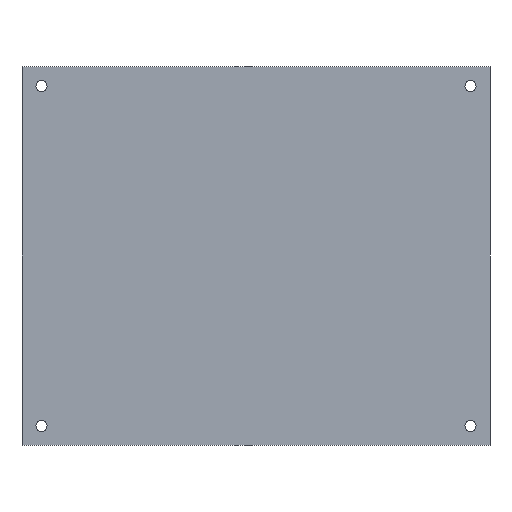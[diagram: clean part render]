
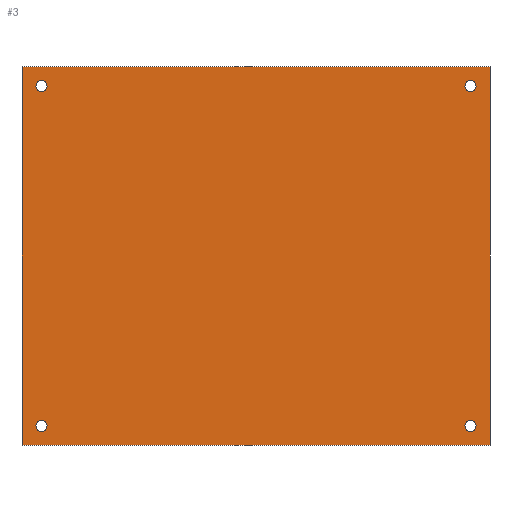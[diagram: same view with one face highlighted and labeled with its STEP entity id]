
A CAD part, front view. The second image highlights one B-rep face of the part: STEP entity #3.
In plain terms, the highlighted planar face has unit normal (0, -1, 0).
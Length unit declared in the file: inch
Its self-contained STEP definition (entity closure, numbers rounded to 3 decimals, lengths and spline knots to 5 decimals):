
#1 = ORIENTED_EDGE ( 'NONE', *, *, #23, .T. ) ;
#3 = ADVANCED_FACE ( 'NONE', ( #585, #453, #52, #624, #656 ), #413, .T. ) ;
#11 = AXIS2_PLACEMENT_3D ( 'NONE', #235, #674, #301 ) ;
#14 = EDGE_CURVE ( 'NONE', #264, #21, #415, .T. ) ;
#15 = EDGE_LOOP ( 'NONE', ( #365, #350 ) ) ;
#21 = VERTEX_POINT ( 'NONE', #602 ) ;
#22 = CIRCLE ( 'NONE', #434, 0.25 ) ;
#23 = EDGE_CURVE ( 'NONE', #100, #524, #588, .T. ) ;
#25 = DIRECTION ( 'NONE',  ( 0., 0., 1. ) ) ;
#52 = FACE_BOUND ( 'NONE', #86, .T. ) ;
#53 = AXIS2_PLACEMENT_3D ( 'NONE', #84, #498, #139 ) ;
#61 = EDGE_CURVE ( 'NONE', #332, #710, #296, .T. ) ;
#73 = CARTESIAN_POINT ( 'NONE',  ( -9.625, -0.065, 7.625 ) ) ;
#84 = CARTESIAN_POINT ( 'NONE',  ( 9.625, -0.065, 7.625 ) ) ;
#86 = EDGE_LOOP ( 'NONE', ( #397, #478 ) ) ;
#90 = CARTESIAN_POINT ( 'NONE',  ( -9.625, -0.065, -7.625 ) ) ;
#95 = CIRCLE ( 'NONE', #53, 0.25 ) ;
#100 = VERTEX_POINT ( 'NONE', #610 ) ;
#111 = ORIENTED_EDGE ( 'NONE', *, *, #61, .T. ) ;
#126 = CARTESIAN_POINT ( 'NONE',  ( 10.5, -0.065, -8.5 ) ) ;
#127 = DIRECTION ( 'NONE',  ( -1., 0., 0. ) ) ;
#131 = DIRECTION ( 'NONE',  ( 0., 0., -1. ) ) ;
#139 = DIRECTION ( 'NONE',  ( -1., 0., 0. ) ) ;
#142 = EDGE_CURVE ( 'NONE', #459, #496, #22, .T. ) ;
#144 = DIRECTION ( 'NONE',  ( -1., 0., 0. ) ) ;
#148 = EDGE_CURVE ( 'NONE', #524, #100, #284, .T. ) ;
#152 = CARTESIAN_POINT ( 'NONE',  ( -10.5, -0.065, -8.5 ) ) ;
#170 = DIRECTION ( 'NONE',  ( 0., 1., 0. ) ) ;
#180 = CARTESIAN_POINT ( 'NONE',  ( -10.5, -0.065, 8.5 ) ) ;
#184 = VECTOR ( 'NONE', #443, 39.37008 ) ;
#192 = CIRCLE ( 'NONE', #552, 0.25 ) ;
#194 = CIRCLE ( 'NONE', #573, 0.25 ) ;
#214 = CARTESIAN_POINT ( 'NONE',  ( 9.625, -0.065, 7.625 ) ) ;
#232 = DIRECTION ( 'NONE',  ( 0., -1., 0. ) ) ;
#235 = CARTESIAN_POINT ( 'NONE',  ( 9.625, -0.065, -7.625 ) ) ;
#254 = DIRECTION ( 'NONE',  ( -1., 0., 0. ) ) ;
#259 = LINE ( 'NONE', #368, #729 ) ;
#260 = VECTOR ( 'NONE', #131, 39.37008 ) ;
#262 = EDGE_CURVE ( 'NONE', #21, #264, #503, .T. ) ;
#263 = CARTESIAN_POINT ( 'NONE',  ( 10.5, -0.065, 8.5 ) ) ;
#264 = VERTEX_POINT ( 'NONE', #287 ) ;
#277 = DIRECTION ( 'NONE',  ( -1., 0., 0. ) ) ;
#284 = CIRCLE ( 'NONE', #396, 0.25 ) ;
#285 = EDGE_LOOP ( 'NONE', ( #1, #299 ) ) ;
#287 = CARTESIAN_POINT ( 'NONE',  ( -9.875, -0.065, 7.625 ) ) ;
#289 = EDGE_CURVE ( 'NONE', #419, #632, #259, .T. ) ;
#296 = LINE ( 'NONE', #180, #260 ) ;
#299 = ORIENTED_EDGE ( 'NONE', *, *, #148, .T. ) ;
#301 = DIRECTION ( 'NONE',  ( -1., 0., 0. ) ) ;
#306 = VECTOR ( 'NONE', #743, 39.37008 ) ;
#317 = DIRECTION ( 'NONE',  ( 0., 1., 0. ) ) ;
#323 = CARTESIAN_POINT ( 'NONE',  ( 9.875, -0.065, -7.625 ) ) ;
#328 = EDGE_CURVE ( 'NONE', #654, #517, #95, .T. ) ;
#332 = VERTEX_POINT ( 'NONE', #555 ) ;
#346 = LINE ( 'NONE', #263, #184 ) ;
#350 = ORIENTED_EDGE ( 'NONE', *, *, #142, .T. ) ;
#365 = ORIENTED_EDGE ( 'NONE', *, *, #464, .T. ) ;
#368 = CARTESIAN_POINT ( 'NONE',  ( 10.5, -0.065, -8.5 ) ) ;
#378 = CARTESIAN_POINT ( 'NONE',  ( -9.625, -0.065, -7.625 ) ) ;
#383 = LINE ( 'NONE', #445, #306 ) ;
#396 = AXIS2_PLACEMENT_3D ( 'NONE', #680, #554, #497 ) ;
#397 = ORIENTED_EDGE ( 'NONE', *, *, #596, .T. ) ;
#398 = EDGE_LOOP ( 'NONE', ( #454, #488, #543, #111 ) ) ;
#413 = PLANE ( 'NONE',  #735 ) ;
#415 = CIRCLE ( 'NONE', #698, 0.25 ) ;
#419 = VERTEX_POINT ( 'NONE', #126 ) ;
#422 = AXIS2_PLACEMENT_3D ( 'NONE', #532, #170, #600 ) ;
#434 = AXIS2_PLACEMENT_3D ( 'NONE', #378, #317, #254 ) ;
#443 = DIRECTION ( 'NONE',  ( -1., 0., 0. ) ) ;
#445 = CARTESIAN_POINT ( 'NONE',  ( -10.5, -0.065, -8.5 ) ) ;
#453 = FACE_BOUND ( 'NONE', #535, .T. ) ;
#454 = ORIENTED_EDGE ( 'NONE', *, *, #751, .T. ) ;
#459 = VERTEX_POINT ( 'NONE', #628 ) ;
#464 = EDGE_CURVE ( 'NONE', #496, #459, #194, .T. ) ;
#478 = ORIENTED_EDGE ( 'NONE', *, *, #328, .T. ) ;
#484 = DIRECTION ( 'NONE',  ( 0., 1., 0. ) ) ;
#488 = ORIENTED_EDGE ( 'NONE', *, *, #289, .T. ) ;
#496 = VERTEX_POINT ( 'NONE', #741 ) ;
#497 = DIRECTION ( 'NONE',  ( -1., 0., 0. ) ) ;
#498 = DIRECTION ( 'NONE',  ( 0., 1., 0. ) ) ;
#503 = CIRCLE ( 'NONE', #422, 0.25 ) ;
#505 = DIRECTION ( 'NONE',  ( 0., 1., 0. ) ) ;
#517 = VERTEX_POINT ( 'NONE', #749 ) ;
#524 = VERTEX_POINT ( 'NONE', #323 ) ;
#526 = EDGE_CURVE ( 'NONE', #632, #332, #346, .T. ) ;
#532 = CARTESIAN_POINT ( 'NONE',  ( -9.625, -0.065, 7.625 ) ) ;
#535 = EDGE_LOOP ( 'NONE', ( #592, #732 ) ) ;
#543 = ORIENTED_EDGE ( 'NONE', *, *, #526, .T. ) ;
#552 = AXIS2_PLACEMENT_3D ( 'NONE', #214, #652, #277 ) ;
#554 = DIRECTION ( 'NONE',  ( 0., 1., 0. ) ) ;
#555 = CARTESIAN_POINT ( 'NONE',  ( -10.5, -0.065, 8.5 ) ) ;
#573 = AXIS2_PLACEMENT_3D ( 'NONE', #90, #505, #144 ) ;
#584 = CARTESIAN_POINT ( 'NONE',  ( 10.5, -0.065, 8.5 ) ) ;
#585 = FACE_OUTER_BOUND ( 'NONE', #398, .T. ) ;
#588 = CIRCLE ( 'NONE', #11, 0.25 ) ;
#592 = ORIENTED_EDGE ( 'NONE', *, *, #14, .T. ) ;
#596 = EDGE_CURVE ( 'NONE', #517, #654, #192, .T. ) ;
#600 = DIRECTION ( 'NONE',  ( -1., 0., 0. ) ) ;
#602 = CARTESIAN_POINT ( 'NONE',  ( -9.375, -0.065, 7.625 ) ) ;
#606 = CARTESIAN_POINT ( 'NONE',  ( -10.5, -0.065, 0. ) ) ;
#610 = CARTESIAN_POINT ( 'NONE',  ( 9.375, -0.065, -7.625 ) ) ;
#624 = FACE_BOUND ( 'NONE', #15, .T. ) ;
#628 = CARTESIAN_POINT ( 'NONE',  ( -9.375, -0.065, -7.625 ) ) ;
#632 = VERTEX_POINT ( 'NONE', #584 ) ;
#652 = DIRECTION ( 'NONE',  ( 0., 1., 0. ) ) ;
#654 = VERTEX_POINT ( 'NONE', #701 ) ;
#656 = FACE_BOUND ( 'NONE', #285, .T. ) ;
#670 = DIRECTION ( 'NONE',  ( 0., 0., -1. ) ) ;
#674 = DIRECTION ( 'NONE',  ( 0., 1., 0. ) ) ;
#680 = CARTESIAN_POINT ( 'NONE',  ( 9.625, -0.065, -7.625 ) ) ;
#698 = AXIS2_PLACEMENT_3D ( 'NONE', #73, #484, #127 ) ;
#701 = CARTESIAN_POINT ( 'NONE',  ( 9.875, -0.065, 7.625 ) ) ;
#710 = VERTEX_POINT ( 'NONE', #152 ) ;
#729 = VECTOR ( 'NONE', #25, 39.37008 ) ;
#732 = ORIENTED_EDGE ( 'NONE', *, *, #262, .T. ) ;
#735 = AXIS2_PLACEMENT_3D ( 'NONE', #606, #232, #670 ) ;
#741 = CARTESIAN_POINT ( 'NONE',  ( -9.875, -0.065, -7.625 ) ) ;
#743 = DIRECTION ( 'NONE',  ( 1., 0., 0. ) ) ;
#749 = CARTESIAN_POINT ( 'NONE',  ( 9.375, -0.065, 7.625 ) ) ;
#751 = EDGE_CURVE ( 'NONE', #710, #419, #383, .T. ) ;
